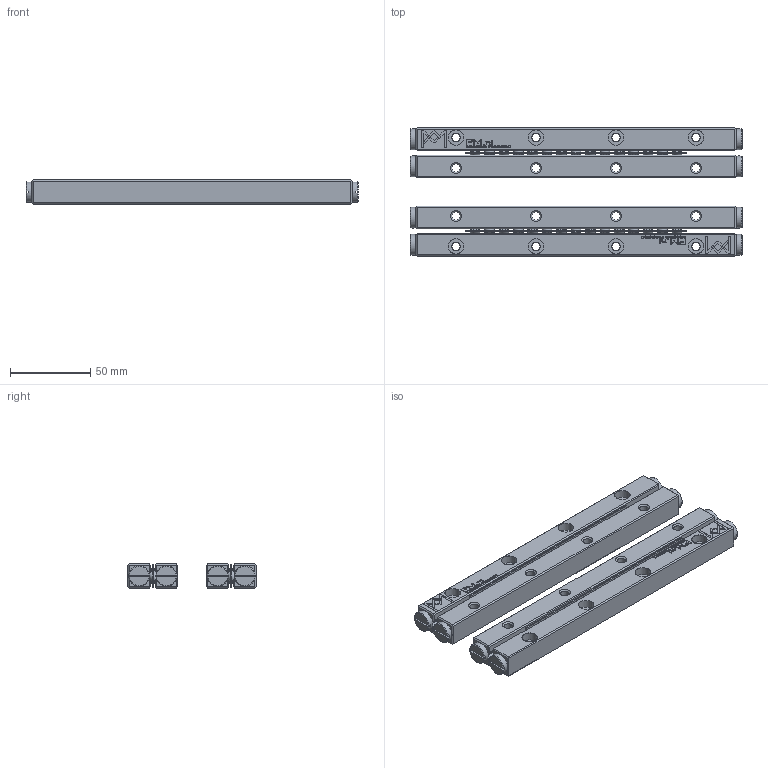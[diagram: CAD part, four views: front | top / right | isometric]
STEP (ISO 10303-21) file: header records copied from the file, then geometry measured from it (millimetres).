
FILE_DESCRIPTION(/* description */ (''),/* implementation_level */ '2;1');
FILE_NAME(/* name */ 'Set RSD-6200x15AA_stp_stp.stp',/* time_stamp */ '2025-05-27T14:09:01+02:00',/* author */ (''),/* organization */ (''),/* preprocessor_version */ 'ST-DEVELOPER v16.7',/* originating_system */ 'SIEMENS PLM Software NX 12.0',/* authorisation */ '');
FILE_SCHEMA (('AUTOMOTIVE_DESIGN { 1 0 10303 214 3 1 1 1 }'));
Products named in the file (1): Set RSD-6200x15AA_stp_stp
Bounding box: 207.4 x 80 x 15 mm (x, y, z)
Volume: 160448.2 mm3; surface area: 70438.3 mm2
Topology: 44 solids, 44 shells, 2546 faces, 6620 edges, 4318 vertices
Faces by surface type: plane 1524, cylinder 522, bspline 360, cone 140
Full cylindrical faces by diameter (mm): 4.3 x8, 5 x8, 5.2 x24, 6 x30, 9.5 x16, 13 x8
Entity records: 85995 total; most frequent: CARTESIAN_POINT 18135, ORIENTED_EDGE 12600, DIRECTION 11114, EDGE_CURVE 6300, LINE 4356, VECTOR 4356, VERTEX_POINT 4224, AXIS2_PLACEMENT_3D 3379
